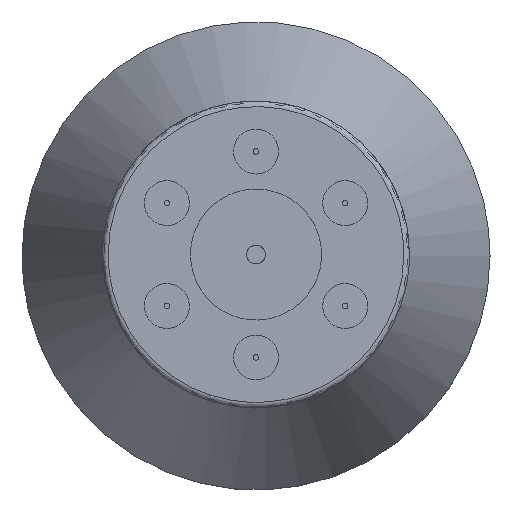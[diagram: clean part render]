
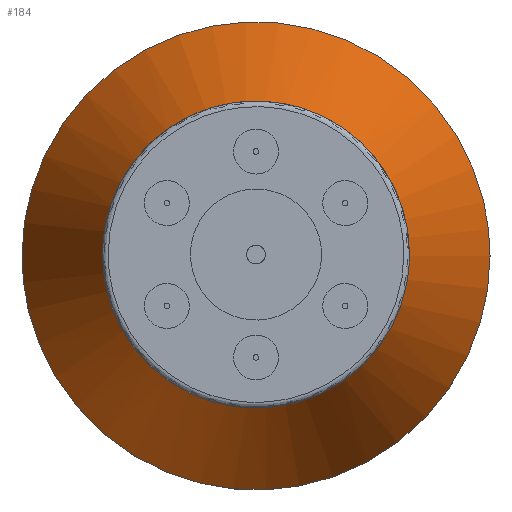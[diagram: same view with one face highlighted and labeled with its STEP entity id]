
A CAD part, top view. The second image highlights one B-rep face of the part: STEP entity #184.
In plain terms, the highlighted free-form (B-spline) face has degree [1, 2] with [2, 9] control points.
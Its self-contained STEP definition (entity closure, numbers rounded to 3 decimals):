
#184 = ADVANCED_FACE('',(#185),#233,.T.);
#185 = FACE_BOUND('',#186,.T.);
#186 = EDGE_LOOP('',(#187,#199,#207,#214,#224,#232));
#187 = ORIENTED_EDGE('',*,*,#188,.F.);
#188 = EDGE_CURVE('',#189,#191,#193,.T.);
#189 = VERTEX_POINT('',#190);
#190 = CARTESIAN_POINT('',(126.484,0.,
    -101.187));
#191 = VERTEX_POINT('',#192);
#192 = CARTESIAN_POINT('',(-126.484,0.,
    -101.187));
#193 = ( BOUNDED_CURVE() B_SPLINE_CURVE(2,(#194,#195,#196,#197,#198),
.UNSPECIFIED.,.F.,.F.) B_SPLINE_CURVE_WITH_KNOTS((3,2,3),(0.,
1.571,3.142),.UNSPECIFIED.) CURVE() 
GEOMETRIC_REPRESENTATION_ITEM() RATIONAL_B_SPLINE_CURVE((1.,
0.707,1.,0.707,1.)) REPRESENTATION_ITEM('') );
#194 = CARTESIAN_POINT('',(126.484,0.,
    -101.187));
#195 = CARTESIAN_POINT('',(126.484,-126.484,
    -101.187));
#196 = CARTESIAN_POINT('',(0.,-126.484,
    -101.187));
#197 = CARTESIAN_POINT('',(-126.484,-126.484,
    -101.187));
#198 = CARTESIAN_POINT('',(-126.484,0.,
    -101.187));
#199 = ORIENTED_EDGE('',*,*,#200,.F.);
#200 = EDGE_CURVE('',#191,#189,#201,.T.);
#201 = ( BOUNDED_CURVE() B_SPLINE_CURVE(2,(#202,#203,#204,#205,#206),
.UNSPECIFIED.,.F.,.F.) B_SPLINE_CURVE_WITH_KNOTS((3,2,3),(3.142,
4.712,6.283),.PIECEWISE_BEZIER_KNOTS.) CURVE() 
GEOMETRIC_REPRESENTATION_ITEM() RATIONAL_B_SPLINE_CURVE((1.,
0.707,1.,0.707,1.)) REPRESENTATION_ITEM('') );
#202 = CARTESIAN_POINT('',(-126.484,0.,
    -101.187));
#203 = CARTESIAN_POINT('',(-126.484,126.484,
    -101.187));
#204 = CARTESIAN_POINT('',(0.,126.484,
    -101.187));
#205 = CARTESIAN_POINT('',(126.484,126.484,
    -101.187));
#206 = CARTESIAN_POINT('',(126.484,0.,
    -101.187));
#207 = ORIENTED_EDGE('',*,*,#208,.T.);
#208 = EDGE_CURVE('',#191,#209,#211,.T.);
#209 = VERTEX_POINT('',#210);
#210 = CARTESIAN_POINT('',(-80.95,0.,0.));
#211 = B_SPLINE_CURVE_WITH_KNOTS('',1,(#212,#213),.UNSPECIFIED.,.F.,.F.,
  (2,2),(-0.535,0.535),.PIECEWISE_BEZIER_KNOTS.);
#212 = CARTESIAN_POINT('',(-126.484,0.,
    -101.187));
#213 = CARTESIAN_POINT('',(-80.95,0.,0.));
#214 = ORIENTED_EDGE('',*,*,#215,.T.);
#215 = EDGE_CURVE('',#209,#216,#218,.T.);
#216 = VERTEX_POINT('',#217);
#217 = CARTESIAN_POINT('',(80.95,0.,0.));
#218 = ( BOUNDED_CURVE() B_SPLINE_CURVE(2,(#219,#220,#221,#222,#223),
.UNSPECIFIED.,.F.,.F.) B_SPLINE_CURVE_WITH_KNOTS((3,2,3),(3.142,
4.712,6.283),.PIECEWISE_BEZIER_KNOTS.) CURVE() 
GEOMETRIC_REPRESENTATION_ITEM() RATIONAL_B_SPLINE_CURVE((1.,
0.707,1.,0.707,1.)) REPRESENTATION_ITEM('') );
#219 = CARTESIAN_POINT('',(-80.95,0.,0.));
#220 = CARTESIAN_POINT('',(-80.95,80.95,0.));
#221 = CARTESIAN_POINT('',(0.,80.95,0.));
#222 = CARTESIAN_POINT('',(80.95,80.95,0.));
#223 = CARTESIAN_POINT('',(80.95,0.,0.));
#224 = ORIENTED_EDGE('',*,*,#225,.T.);
#225 = EDGE_CURVE('',#216,#209,#226,.T.);
#226 = ( BOUNDED_CURVE() B_SPLINE_CURVE(2,(#227,#228,#229,#230,#231),
.UNSPECIFIED.,.F.,.F.) B_SPLINE_CURVE_WITH_KNOTS((3,2,3),(0.,
1.571,3.142),.UNSPECIFIED.) CURVE() 
GEOMETRIC_REPRESENTATION_ITEM() RATIONAL_B_SPLINE_CURVE((1.,
0.707,1.,0.707,1.)) REPRESENTATION_ITEM('') );
#227 = CARTESIAN_POINT('',(80.95,0.,0.));
#228 = CARTESIAN_POINT('',(80.95,-80.95,0.));
#229 = CARTESIAN_POINT('',(0.,-80.95,0.));
#230 = CARTESIAN_POINT('',(-80.95,-80.95,0.));
#231 = CARTESIAN_POINT('',(-80.95,0.,0.));
#232 = ORIENTED_EDGE('',*,*,#208,.F.);
#233 = ( BOUNDED_SURFACE() B_SPLINE_SURFACE(1,2,(
    (#234,#235,#236,#237,#238,#239,#240,#241,#242)
    ,(#243,#244,#245,#246,#247,#248,#249,#250,#251
)),.UNSPECIFIED.,.F.,.T.,.F.) B_SPLINE_SURFACE_WITH_KNOTS((2,2),(1,2,2,2
    ,2,2,1),(-0.535,0.535),(-4.712,
    -3.142,-1.571,0.,1.571,3.142,
4.712),.UNSPECIFIED.) GEOMETRIC_REPRESENTATION_ITEM() 
RATIONAL_B_SPLINE_SURFACE((
    (1.,0.707,1.,0.707,1.,0.707,1.
      ,0.707,1.)
    ,(1.,0.707,1.,0.707,1.,0.707,1.
,0.707,1.))) REPRESENTATION_ITEM('') SURFACE() );
#234 = CARTESIAN_POINT('',(-126.484,0.,
    -101.187));
#235 = CARTESIAN_POINT('',(-126.484,126.484,
    -101.187));
#236 = CARTESIAN_POINT('',(0.,126.484,
    -101.187));
#237 = CARTESIAN_POINT('',(126.484,126.484,
    -101.187));
#238 = CARTESIAN_POINT('',(126.484,0.,
    -101.187));
#239 = CARTESIAN_POINT('',(126.484,-126.484,
    -101.187));
#240 = CARTESIAN_POINT('',(0.,-126.484,
    -101.187));
#241 = CARTESIAN_POINT('',(-126.484,-126.484,
    -101.187));
#242 = CARTESIAN_POINT('',(-126.484,0.,
    -101.187));
#243 = CARTESIAN_POINT('',(-80.95,0.,0.));
#244 = CARTESIAN_POINT('',(-80.95,80.95,0.));
#245 = CARTESIAN_POINT('',(0.,80.95,0.));
#246 = CARTESIAN_POINT('',(80.95,80.95,0.));
#247 = CARTESIAN_POINT('',(80.95,0.,0.));
#248 = CARTESIAN_POINT('',(80.95,-80.95,0.));
#249 = CARTESIAN_POINT('',(0.,-80.95,0.));
#250 = CARTESIAN_POINT('',(-80.95,-80.95,0.));
#251 = CARTESIAN_POINT('',(-80.95,0.,0.));
